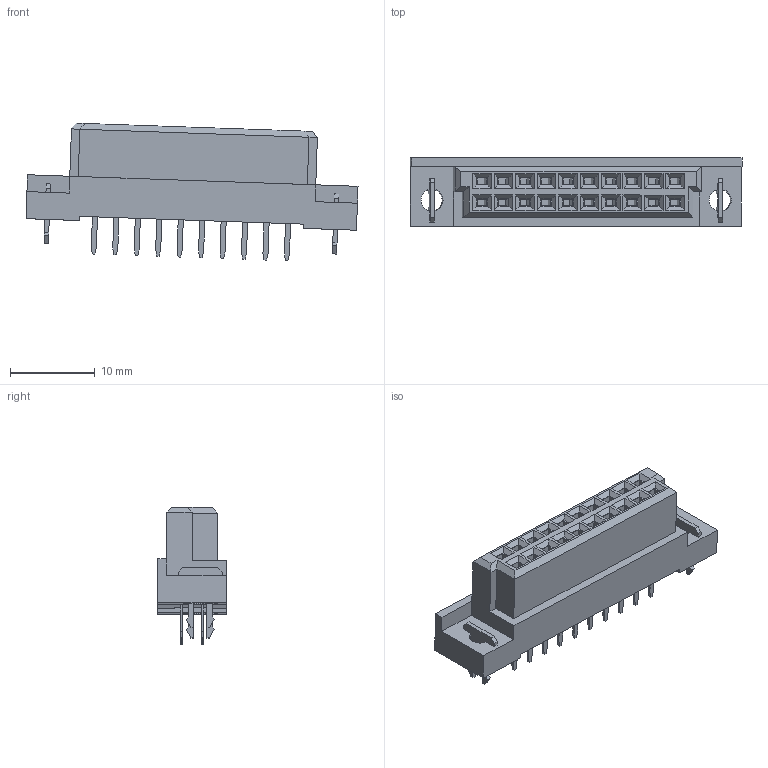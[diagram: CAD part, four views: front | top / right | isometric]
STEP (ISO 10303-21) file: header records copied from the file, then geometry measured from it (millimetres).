
FILE_DESCRIPTION(('CoCreate Modeling STEP Export'),'2;1');
FILE_NAME('PCN12E-20S-2.54DSA.stp','2014-01-29T17:33:07',(''),(''),'CoCreate Modeling STEP processor for AP214 (Solid Model)','CoCreate Modeling 17.0 01-Apr-2010 (C) Parametric Technology GmbH','');
FILE_SCHEMA(('AUTOMOTIVE_DESIGN { 1 0 10303 214 1 1 1 1 }'));
Length unit declared in the file: millimetre
Products named in the file (1): PCN12E-20S-2.54DSA
Bounding box: 39.28 x 8.1 x 16.28 mm (x, y, z)
Volume: 2253.4 mm3; surface area: 2494 mm2
Topology: 1 solids, 1 shells, 444 faces, 1150 edges, 764 vertices
Faces by surface type: plane 434, cylinder 10
Entity records: 13236 total; most frequent: CARTESIAN_POINT 2343, ORIENTED_EDGE 2300, DIRECTION 2036, EDGE_CURVE 1150, VECTOR 1122, LINE 1122, VERTEX_POINT 764, EDGE_LOOP 508
